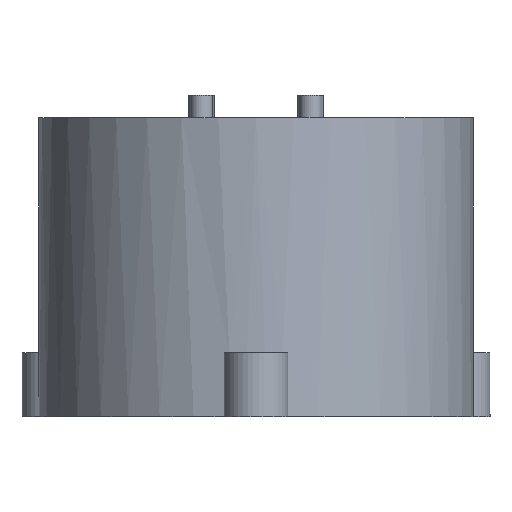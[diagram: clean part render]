
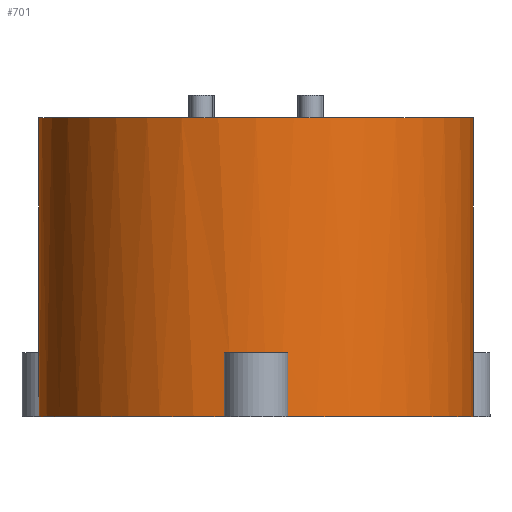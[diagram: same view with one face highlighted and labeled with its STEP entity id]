
A CAD part, front view. The second image highlights one B-rep face of the part: STEP entity #701.
In plain terms, the highlighted cylindrical face has radius 34 mm (diameter 68 mm), a full revolution.
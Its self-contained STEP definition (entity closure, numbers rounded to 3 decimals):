
#69=FACE_OUTER_BOUND('',#115,.T.);
#115=EDGE_LOOP('',(#511,#512,#513,#514,#515,#516,#517,#518,#519,#520,#521,
#522,#523,#524,#525,#526));
#163=LINE('',#1115,#216);
#164=LINE('',#1119,#217);
#165=LINE('',#1127,#218);
#166=LINE('',#1132,#219);
#167=LINE('',#1136,#220);
#168=LINE('',#1140,#221);
#169=LINE('',#1144,#222);
#216=VECTOR('',#890,10.);
#217=VECTOR('',#893,10.);
#218=VECTOR('',#904,34.);
#219=VECTOR('',#909,10.);
#220=VECTOR('',#912,10.);
#221=VECTOR('',#915,10.);
#222=VECTOR('',#918,10.);
#277=CIRCLE('',#772,34.);
#278=CIRCLE('',#774,34.);
#279=CIRCLE('',#775,34.);
#280=CIRCLE('',#776,34.);
#281=CIRCLE('',#777,34.);
#282=CIRCLE('',#778,34.);
#283=CIRCLE('',#779,34.);
#284=CIRCLE('',#780,34.);
#321=VERTEX_POINT('',#1113);
#322=VERTEX_POINT('',#1114);
#323=VERTEX_POINT('',#1116);
#324=VERTEX_POINT('',#1118);
#325=VERTEX_POINT('',#1124);
#326=VERTEX_POINT('',#1126);
#327=VERTEX_POINT('',#1129);
#328=VERTEX_POINT('',#1131);
#329=VERTEX_POINT('',#1133);
#330=VERTEX_POINT('',#1135);
#331=VERTEX_POINT('',#1137);
#332=VERTEX_POINT('',#1139);
#333=VERTEX_POINT('',#1141);
#334=VERTEX_POINT('',#1143);
#393=EDGE_CURVE('',#321,#322,#163,.T.);
#395=EDGE_CURVE('',#324,#323,#164,.T.);
#397=EDGE_CURVE('',#322,#324,#277,.T.);
#398=EDGE_CURVE('',#325,#325,#278,.T.);
#399=EDGE_CURVE('',#325,#326,#165,.T.);
#400=EDGE_CURVE('',#321,#326,#279,.T.);
#401=EDGE_CURVE('',#327,#323,#280,.T.);
#402=EDGE_CURVE('',#327,#328,#166,.T.);
#403=EDGE_CURVE('',#328,#329,#281,.T.);
#404=EDGE_CURVE('',#329,#330,#167,.T.);
#405=EDGE_CURVE('',#331,#330,#282,.T.);
#406=EDGE_CURVE('',#331,#332,#168,.T.);
#407=EDGE_CURVE('',#332,#333,#283,.T.);
#408=EDGE_CURVE('',#333,#334,#169,.T.);
#409=EDGE_CURVE('',#326,#334,#284,.T.);
#511=ORIENTED_EDGE('',*,*,#398,.F.);
#512=ORIENTED_EDGE('',*,*,#399,.T.);
#513=ORIENTED_EDGE('',*,*,#400,.F.);
#514=ORIENTED_EDGE('',*,*,#393,.T.);
#515=ORIENTED_EDGE('',*,*,#397,.T.);
#516=ORIENTED_EDGE('',*,*,#395,.T.);
#517=ORIENTED_EDGE('',*,*,#401,.F.);
#518=ORIENTED_EDGE('',*,*,#402,.T.);
#519=ORIENTED_EDGE('',*,*,#403,.T.);
#520=ORIENTED_EDGE('',*,*,#404,.T.);
#521=ORIENTED_EDGE('',*,*,#405,.F.);
#522=ORIENTED_EDGE('',*,*,#406,.T.);
#523=ORIENTED_EDGE('',*,*,#407,.T.);
#524=ORIENTED_EDGE('',*,*,#408,.T.);
#525=ORIENTED_EDGE('',*,*,#409,.F.);
#526=ORIENTED_EDGE('',*,*,#399,.F.);
#679=CYLINDRICAL_SURFACE('',#773,34.);
#701=ADVANCED_FACE('',(#69),#679,.T.);
#772=AXIS2_PLACEMENT_3D('',#1122,#898,#899);
#773=AXIS2_PLACEMENT_3D('',#1123,#900,#901);
#774=AXIS2_PLACEMENT_3D('',#1125,#902,#903);
#775=AXIS2_PLACEMENT_3D('',#1128,#905,#906);
#776=AXIS2_PLACEMENT_3D('',#1130,#907,#908);
#777=AXIS2_PLACEMENT_3D('',#1134,#910,#911);
#778=AXIS2_PLACEMENT_3D('',#1138,#913,#914);
#779=AXIS2_PLACEMENT_3D('',#1142,#916,#917);
#780=AXIS2_PLACEMENT_3D('',#1145,#919,#920);
#890=DIRECTION('',(0.,0.,1.));
#893=DIRECTION('',(0.,0.,-1.));
#898=DIRECTION('center_axis',(0.,0.,1.));
#899=DIRECTION('ref_axis',(-1.,0.,0.));
#900=DIRECTION('center_axis',(0.,0.,1.));
#901=DIRECTION('ref_axis',(-1.,0.,0.));
#902=DIRECTION('center_axis',(0.,0.,1.));
#903=DIRECTION('ref_axis',(-1.,0.,0.));
#904=DIRECTION('',(0.,0.,-1.));
#905=DIRECTION('center_axis',(0.,0.,-1.));
#906=DIRECTION('ref_axis',(-1.,0.,0.));
#907=DIRECTION('center_axis',(0.,0.,-1.));
#908=DIRECTION('ref_axis',(-1.,0.,0.));
#909=DIRECTION('',(0.,0.,1.));
#910=DIRECTION('center_axis',(0.,0.,1.));
#911=DIRECTION('ref_axis',(-1.,0.,0.));
#912=DIRECTION('',(0.,0.,-1.));
#913=DIRECTION('center_axis',(0.,0.,-1.));
#914=DIRECTION('ref_axis',(-1.,0.,0.));
#915=DIRECTION('',(0.,0.,1.));
#916=DIRECTION('center_axis',(0.,0.,1.));
#917=DIRECTION('ref_axis',(-1.,0.,0.));
#918=DIRECTION('',(0.,0.,-1.));
#919=DIRECTION('center_axis',(0.,0.,-1.));
#920=DIRECTION('ref_axis',(-1.,0.,0.));
#1113=CARTESIAN_POINT('',(31.31,116.676,218.728));
#1114=CARTESIAN_POINT('',(31.31,116.676,228.728));
#1115=CARTESIAN_POINT('',(31.31,116.676,218.728));
#1116=CARTESIAN_POINT('',(27.139,123.901,218.728));
#1118=CARTESIAN_POINT('',(27.139,123.901,228.728));
#1119=CARTESIAN_POINT('',(27.139,123.901,218.728));
#1122=CARTESIAN_POINT('Origin',(0.,103.42,228.728));
#1123=CARTESIAN_POINT('Origin',(0.,103.42,176.478));
#1124=CARTESIAN_POINT('',(34.,103.42,265.478));
#1125=CARTESIAN_POINT('Origin',(0.,103.42,265.478));
#1126=CARTESIAN_POINT('',(34.,103.42,218.728));
#1127=CARTESIAN_POINT('',(34.,103.42,176.478));
#1128=CARTESIAN_POINT('Origin',(0.,103.42,218.728));
#1129=CARTESIAN_POINT('',(-27.135,123.907,218.728));
#1130=CARTESIAN_POINT('Origin',(0.,103.42,218.728));
#1131=CARTESIAN_POINT('',(-27.135,123.907,228.728));
#1132=CARTESIAN_POINT('',(-27.135,123.907,218.728));
#1133=CARTESIAN_POINT('',(-31.307,116.683,228.728));
#1134=CARTESIAN_POINT('Origin',(0.,103.42,228.728));
#1135=CARTESIAN_POINT('',(-31.307,116.683,218.728));
#1136=CARTESIAN_POINT('',(-31.307,116.683,218.728));
#1137=CARTESIAN_POINT('',(-4.175,69.677,218.728));
#1138=CARTESIAN_POINT('Origin',(0.,103.42,218.728));
#1139=CARTESIAN_POINT('',(-4.175,69.677,228.728));
#1140=CARTESIAN_POINT('',(-4.175,69.677,218.728));
#1141=CARTESIAN_POINT('',(4.168,69.676,228.728));
#1142=CARTESIAN_POINT('Origin',(0.,103.42,228.728));
#1143=CARTESIAN_POINT('',(4.168,69.676,218.728));
#1144=CARTESIAN_POINT('',(4.168,69.676,218.728));
#1145=CARTESIAN_POINT('Origin',(0.,103.42,218.728));
